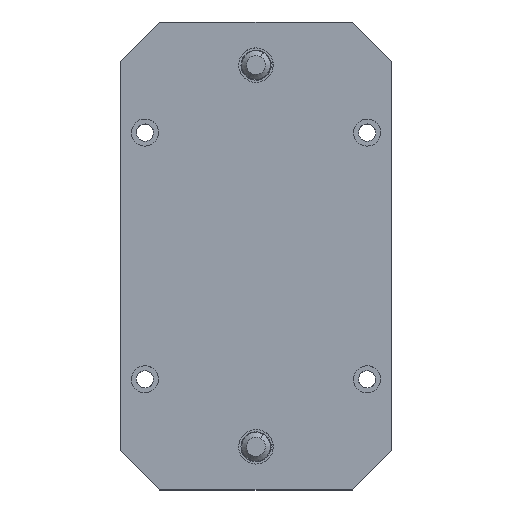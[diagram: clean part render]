
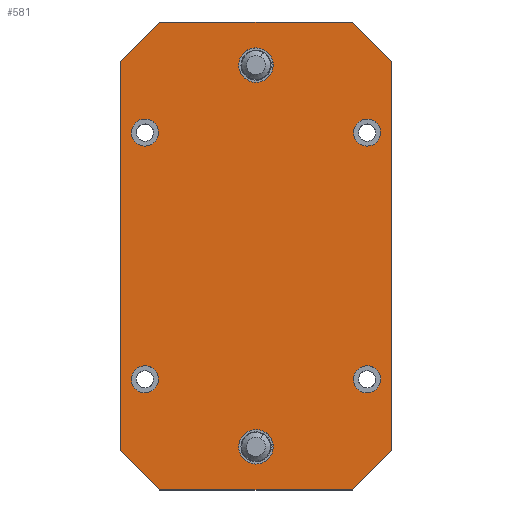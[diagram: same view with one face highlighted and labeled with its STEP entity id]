
A CAD part, top view. The second image highlights one B-rep face of the part: STEP entity #581.
In plain terms, the highlighted face is planar.
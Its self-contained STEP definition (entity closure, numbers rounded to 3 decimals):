
#441=AXIS2_PLACEMENT_3D('Plane Axis2P3D',#438,#439,#440) ;
#475=AXIS2_PLACEMENT_3D('Circle Axis2P3D',#473,#474,$) ;
#484=AXIS2_PLACEMENT_3D('Circle Axis2P3D',#482,#483,$) ;
#493=AXIS2_PLACEMENT_3D('Circle Axis2P3D',#491,#492,$) ;
#502=AXIS2_PLACEMENT_3D('Circle Axis2P3D',#500,#501,$) ;
#511=AXIS2_PLACEMENT_3D('Circle Axis2P3D',#509,#510,$) ;
#520=AXIS2_PLACEMENT_3D('Circle Axis2P3D',#518,#519,$) ;
#529=AXIS2_PLACEMENT_3D('Circle Axis2P3D',#527,#528,$) ;
#538=AXIS2_PLACEMENT_3D('Circle Axis2P3D',#536,#537,$) ;
#547=AXIS2_PLACEMENT_3D('Circle Axis2P3D',#545,#546,$) ;
#556=AXIS2_PLACEMENT_3D('Circle Axis2P3D',#554,#555,$) ;
#565=AXIS2_PLACEMENT_3D('Circle Axis2P3D',#563,#564,$) ;
#574=AXIS2_PLACEMENT_3D('Circle Axis2P3D',#572,#573,$) ;
#323=CARTESIAN_POINT('Vertex',(-19.5,-47.5,0.)) ;
#326=CARTESIAN_POINT('Line Origine',(0.,-47.5,0.)) ;
#330=CARTESIAN_POINT('Vertex',(19.5,-47.5,0.)) ;
#354=CARTESIAN_POINT('Vertex',(27.5,-39.5,0.)) ;
#357=CARTESIAN_POINT('Line Origine',(27.5,0.,0.)) ;
#361=CARTESIAN_POINT('Vertex',(27.5,39.5,0.)) ;
#385=CARTESIAN_POINT('Vertex',(-19.5,47.5,0.)) ;
#392=CARTESIAN_POINT('Vertex',(19.5,47.5,0.)) ;
#395=CARTESIAN_POINT('Line Origine',(0.,47.5,0.)) ;
#416=CARTESIAN_POINT('Vertex',(-27.5,-39.5,0.)) ;
#423=CARTESIAN_POINT('Vertex',(-27.5,39.5,0.)) ;
#426=CARTESIAN_POINT('Line Origine',(-27.5,0.,0.)) ;
#438=CARTESIAN_POINT('Axis2P3D Location',(0.,0.,0.)) ;
#443=CARTESIAN_POINT('Line Origine',(-23.5,-43.5,0.)) ;
#448=CARTESIAN_POINT('Line Origine',(-23.5,43.5,0.)) ;
#453=CARTESIAN_POINT('Line Origine',(23.5,43.5,0.)) ;
#458=CARTESIAN_POINT('Line Origine',(23.5,-43.5,0.)) ;
#473=CARTESIAN_POINT('Axis2P3D Location',(-22.55,25.05,0.)) ;
#477=CARTESIAN_POINT('Vertex',(-24.963,23.732,0.)) ;
#479=CARTESIAN_POINT('Vertex',(-20.137,26.368,0.)) ;
#482=CARTESIAN_POINT('Axis2P3D Location',(-22.55,25.05,0.)) ;
#491=CARTESIAN_POINT('Axis2P3D Location',(-22.55,-25.05,0.)) ;
#495=CARTESIAN_POINT('Vertex',(-24.963,-26.368,0.)) ;
#497=CARTESIAN_POINT('Vertex',(-20.137,-23.732,0.)) ;
#500=CARTESIAN_POINT('Axis2P3D Location',(-22.55,-25.05,0.)) ;
#509=CARTESIAN_POINT('Axis2P3D Location',(22.55,-25.05,0.)) ;
#513=CARTESIAN_POINT('Vertex',(20.137,-26.368,0.)) ;
#515=CARTESIAN_POINT('Vertex',(24.963,-23.732,0.)) ;
#518=CARTESIAN_POINT('Axis2P3D Location',(22.55,-25.05,0.)) ;
#527=CARTESIAN_POINT('Axis2P3D Location',(22.55,25.05,0.)) ;
#531=CARTESIAN_POINT('Vertex',(20.137,23.732,0.)) ;
#533=CARTESIAN_POINT('Vertex',(24.963,26.368,0.)) ;
#536=CARTESIAN_POINT('Axis2P3D Location',(22.55,25.05,0.)) ;
#545=CARTESIAN_POINT('Axis2P3D Location',(0.,38.75,0.)) ;
#549=CARTESIAN_POINT('Vertex',(3.072,37.072,0.)) ;
#551=CARTESIAN_POINT('Vertex',(-3.072,40.428,0.)) ;
#554=CARTESIAN_POINT('Axis2P3D Location',(0.,38.75,0.)) ;
#563=CARTESIAN_POINT('Axis2P3D Location',(0.,-38.75,0.)) ;
#567=CARTESIAN_POINT('Vertex',(3.072,-40.428,0.)) ;
#569=CARTESIAN_POINT('Vertex',(-3.072,-37.072,0.)) ;
#572=CARTESIAN_POINT('Axis2P3D Location',(0.,-38.75,0.)) ;
#327=DIRECTION('Vector Direction',(-1.,0.,0.)) ;
#358=DIRECTION('Vector Direction',(0.,-1.,0.)) ;
#396=DIRECTION('Vector Direction',(1.,0.,0.)) ;
#427=DIRECTION('Vector Direction',(0.,1.,0.)) ;
#439=DIRECTION('Axis2P3D Direction',(0.,0.,1.)) ;
#440=DIRECTION('Axis2P3D XDirection',(1.,0.,0.)) ;
#444=DIRECTION('Vector Direction',(0.707,-0.707,0.)) ;
#449=DIRECTION('Vector Direction',(0.707,0.707,0.)) ;
#454=DIRECTION('Vector Direction',(0.707,-0.707,0.)) ;
#459=DIRECTION('Vector Direction',(-0.707,-0.707,0.)) ;
#474=DIRECTION('Axis2P3D Direction',(0.,0.,1.)) ;
#483=DIRECTION('Axis2P3D Direction',(0.,0.,1.)) ;
#492=DIRECTION('Axis2P3D Direction',(0.,0.,1.)) ;
#501=DIRECTION('Axis2P3D Direction',(0.,0.,1.)) ;
#510=DIRECTION('Axis2P3D Direction',(0.,0.,1.)) ;
#519=DIRECTION('Axis2P3D Direction',(0.,0.,1.)) ;
#528=DIRECTION('Axis2P3D Direction',(0.,0.,1.)) ;
#537=DIRECTION('Axis2P3D Direction',(0.,0.,1.)) ;
#546=DIRECTION('Axis2P3D Direction',(0.,0.,1.)) ;
#555=DIRECTION('Axis2P3D Direction',(0.,0.,1.)) ;
#564=DIRECTION('Axis2P3D Direction',(0.,0.,1.)) ;
#573=DIRECTION('Axis2P3D Direction',(0.,0.,1.)) ;
#328=VECTOR('Line Direction',#327,1.) ;
#359=VECTOR('Line Direction',#358,1.) ;
#397=VECTOR('Line Direction',#396,1.) ;
#428=VECTOR('Line Direction',#427,1.) ;
#445=VECTOR('Line Direction',#444,1.) ;
#450=VECTOR('Line Direction',#449,1.) ;
#455=VECTOR('Line Direction',#454,1.) ;
#460=VECTOR('Line Direction',#459,1.) ;
#464=ORIENTED_EDGE('',*,*,#447,.F.) ;
#465=ORIENTED_EDGE('',*,*,#430,.F.) ;
#466=ORIENTED_EDGE('',*,*,#452,.F.) ;
#467=ORIENTED_EDGE('',*,*,#399,.F.) ;
#468=ORIENTED_EDGE('',*,*,#457,.F.) ;
#469=ORIENTED_EDGE('',*,*,#363,.F.) ;
#470=ORIENTED_EDGE('',*,*,#462,.F.) ;
#471=ORIENTED_EDGE('',*,*,#332,.F.) ;
#488=ORIENTED_EDGE('',*,*,#481,.T.) ;
#489=ORIENTED_EDGE('',*,*,#486,.T.) ;
#506=ORIENTED_EDGE('',*,*,#499,.T.) ;
#507=ORIENTED_EDGE('',*,*,#504,.T.) ;
#524=ORIENTED_EDGE('',*,*,#517,.T.) ;
#525=ORIENTED_EDGE('',*,*,#522,.T.) ;
#542=ORIENTED_EDGE('',*,*,#535,.T.) ;
#543=ORIENTED_EDGE('',*,*,#540,.T.) ;
#560=ORIENTED_EDGE('',*,*,#553,.T.) ;
#561=ORIENTED_EDGE('',*,*,#558,.T.) ;
#578=ORIENTED_EDGE('',*,*,#571,.T.) ;
#579=ORIENTED_EDGE('',*,*,#576,.T.) ;
#490=FACE_BOUND('',#487,.T.) ;
#508=FACE_BOUND('',#505,.T.) ;
#526=FACE_BOUND('',#523,.T.) ;
#544=FACE_BOUND('',#541,.T.) ;
#562=FACE_BOUND('',#559,.T.) ;
#580=FACE_BOUND('',#577,.T.) ;
#581=ADVANCED_FACE('SUPORTE VERMELHA',(#472,#490,#508,#526,#544,#562,#580),#442,.F.) ;
#476=CIRCLE('generated circle',#475,2.75) ;
#485=CIRCLE('generated circle',#484,2.75) ;
#494=CIRCLE('generated circle',#493,2.75) ;
#503=CIRCLE('generated circle',#502,2.75) ;
#512=CIRCLE('generated circle',#511,2.75) ;
#521=CIRCLE('generated circle',#520,2.75) ;
#530=CIRCLE('generated circle',#529,2.75) ;
#539=CIRCLE('generated circle',#538,2.75) ;
#548=CIRCLE('generated circle',#547,3.5) ;
#557=CIRCLE('generated circle',#556,3.5) ;
#566=CIRCLE('generated circle',#565,3.5) ;
#575=CIRCLE('generated circle',#574,3.5) ;
#332=EDGE_CURVE('',#324,#331,#329,.F.) ;
#363=EDGE_CURVE('',#355,#362,#360,.F.) ;
#399=EDGE_CURVE('',#393,#386,#398,.F.) ;
#430=EDGE_CURVE('',#424,#417,#429,.F.) ;
#447=EDGE_CURVE('',#417,#324,#446,.T.) ;
#452=EDGE_CURVE('',#386,#424,#451,.F.) ;
#457=EDGE_CURVE('',#362,#393,#456,.F.) ;
#462=EDGE_CURVE('',#331,#355,#461,.F.) ;
#481=EDGE_CURVE('',#478,#480,#476,.T.) ;
#486=EDGE_CURVE('',#480,#478,#485,.T.) ;
#499=EDGE_CURVE('',#496,#498,#494,.T.) ;
#504=EDGE_CURVE('',#498,#496,#503,.T.) ;
#517=EDGE_CURVE('',#514,#516,#512,.T.) ;
#522=EDGE_CURVE('',#516,#514,#521,.T.) ;
#535=EDGE_CURVE('',#532,#534,#530,.T.) ;
#540=EDGE_CURVE('',#534,#532,#539,.T.) ;
#553=EDGE_CURVE('',#550,#552,#548,.T.) ;
#558=EDGE_CURVE('',#552,#550,#557,.T.) ;
#571=EDGE_CURVE('',#568,#570,#566,.T.) ;
#576=EDGE_CURVE('',#570,#568,#575,.T.) ;
#463=EDGE_LOOP('',(#464,#465,#466,#467,#468,#469,#470,#471)) ;
#487=EDGE_LOOP('',(#488,#489)) ;
#505=EDGE_LOOP('',(#506,#507)) ;
#523=EDGE_LOOP('',(#524,#525)) ;
#541=EDGE_LOOP('',(#542,#543)) ;
#559=EDGE_LOOP('',(#560,#561)) ;
#577=EDGE_LOOP('',(#578,#579)) ;
#472=FACE_OUTER_BOUND('',#463,.T.) ;
#329=LINE('Line',#326,#328) ;
#360=LINE('Line',#357,#359) ;
#398=LINE('Line',#395,#397) ;
#429=LINE('Line',#426,#428) ;
#446=LINE('Line',#443,#445) ;
#451=LINE('Line',#448,#450) ;
#456=LINE('Line',#453,#455) ;
#461=LINE('Line',#458,#460) ;
#442=PLANE('',#441) ;
#324=VERTEX_POINT('',#323) ;
#331=VERTEX_POINT('',#330) ;
#355=VERTEX_POINT('',#354) ;
#362=VERTEX_POINT('',#361) ;
#386=VERTEX_POINT('',#385) ;
#393=VERTEX_POINT('',#392) ;
#417=VERTEX_POINT('',#416) ;
#424=VERTEX_POINT('',#423) ;
#478=VERTEX_POINT('',#477) ;
#480=VERTEX_POINT('',#479) ;
#496=VERTEX_POINT('',#495) ;
#498=VERTEX_POINT('',#497) ;
#514=VERTEX_POINT('',#513) ;
#516=VERTEX_POINT('',#515) ;
#532=VERTEX_POINT('',#531) ;
#534=VERTEX_POINT('',#533) ;
#550=VERTEX_POINT('',#549) ;
#552=VERTEX_POINT('',#551) ;
#568=VERTEX_POINT('',#567) ;
#570=VERTEX_POINT('',#569) ;
